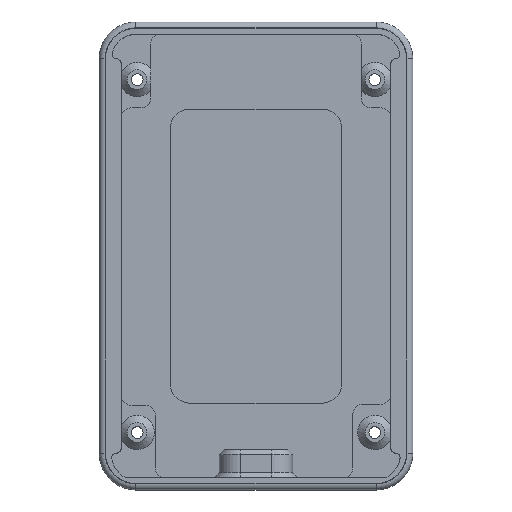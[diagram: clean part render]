
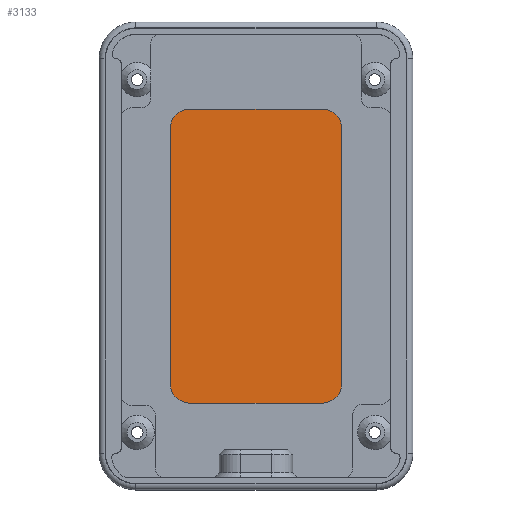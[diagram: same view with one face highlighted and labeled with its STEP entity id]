
A CAD part, top view. The second image highlights one B-rep face of the part: STEP entity #3133.
In plain terms, the highlighted planar face has unit normal (0, 0, 1).
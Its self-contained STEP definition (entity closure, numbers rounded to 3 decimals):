
#211=CIRCLE('',#3430,4.);
#212=CIRCLE('',#3433,4.);
#213=CIRCLE('',#3436,4.);
#214=CIRCLE('',#3439,4.);
#389=FACE_OUTER_BOUND('',#581,.T.);
#581=EDGE_LOOP('',(#2500,#2501,#2502,#2503,#2504,#2505,#2506,#2507));
#853=LINE('',#5152,#1147);
#857=LINE('',#5161,#1151);
#860=LINE('',#5169,#1154);
#863=LINE('',#5177,#1157);
#1147=VECTOR('',#4132,10.);
#1151=VECTOR('',#4142,10.);
#1154=VECTOR('',#4151,10.);
#1157=VECTOR('',#4160,10.);
#1470=VERTEX_POINT('',#5149);
#1471=VERTEX_POINT('',#5151);
#1472=VERTEX_POINT('',#5155);
#1473=VERTEX_POINT('',#5159);
#1474=VERTEX_POINT('',#5163);
#1475=VERTEX_POINT('',#5167);
#1476=VERTEX_POINT('',#5171);
#1477=VERTEX_POINT('',#5175);
#1840=EDGE_CURVE('',#1470,#1471,#853,.T.);
#1843=EDGE_CURVE('',#1472,#1470,#211,.T.);
#1845=EDGE_CURVE('',#1473,#1472,#857,.T.);
#1847=EDGE_CURVE('',#1474,#1473,#212,.T.);
#1849=EDGE_CURVE('',#1475,#1474,#860,.T.);
#1851=EDGE_CURVE('',#1476,#1475,#213,.T.);
#1853=EDGE_CURVE('',#1477,#1476,#863,.T.);
#1854=EDGE_CURVE('',#1471,#1477,#214,.T.);
#2500=ORIENTED_EDGE('',*,*,#1854,.F.);
#2501=ORIENTED_EDGE('',*,*,#1840,.F.);
#2502=ORIENTED_EDGE('',*,*,#1843,.F.);
#2503=ORIENTED_EDGE('',*,*,#1845,.F.);
#2504=ORIENTED_EDGE('',*,*,#1847,.F.);
#2505=ORIENTED_EDGE('',*,*,#1849,.F.);
#2506=ORIENTED_EDGE('',*,*,#1851,.F.);
#2507=ORIENTED_EDGE('',*,*,#1853,.F.);
#2999=PLANE('',#3440);
#3133=ADVANCED_FACE('',(#389),#2999,.T.);
#3430=AXIS2_PLACEMENT_3D('',#5157,#4137,#4138);
#3433=AXIS2_PLACEMENT_3D('',#5165,#4146,#4147);
#3436=AXIS2_PLACEMENT_3D('',#5173,#4155,#4156);
#3439=AXIS2_PLACEMENT_3D('',#5179,#4163,#4164);
#3440=AXIS2_PLACEMENT_3D('',#5180,#4165,#4166);
#4132=DIRECTION('',(-1.,0.,0.));
#4137=DIRECTION('center_axis',(0.,0.,-1.));
#4138=DIRECTION('ref_axis',(0.,-1.,0.));
#4142=DIRECTION('',(0.,-1.,0.));
#4146=DIRECTION('center_axis',(0.,0.,-1.));
#4147=DIRECTION('ref_axis',(1.,0.,0.));
#4151=DIRECTION('',(1.,0.,0.));
#4155=DIRECTION('center_axis',(0.,0.,-1.));
#4156=DIRECTION('ref_axis',(0.,1.,0.));
#4160=DIRECTION('',(0.,1.,0.));
#4163=DIRECTION('center_axis',(0.,0.,-1.));
#4164=DIRECTION('ref_axis',(-1.,0.,0.));
#4165=DIRECTION('center_axis',(0.,0.,1.));
#4166=DIRECTION('ref_axis',(-1.,0.,0.));
#5149=CARTESIAN_POINT('',(13.5,-30.,-18.1));
#5151=CARTESIAN_POINT('',(-13.5,-30.,-18.1));
#5152=CARTESIAN_POINT('',(13.5,-30.,-18.1));
#5155=CARTESIAN_POINT('',(17.5,-26.,-18.1));
#5157=CARTESIAN_POINT('Origin',(13.5,-26.,-18.1));
#5159=CARTESIAN_POINT('',(17.5,26.,-18.1));
#5161=CARTESIAN_POINT('',(17.5,26.,-18.1));
#5163=CARTESIAN_POINT('',(13.5,30.,-18.1));
#5165=CARTESIAN_POINT('Origin',(13.5,26.,-18.1));
#5167=CARTESIAN_POINT('',(-13.5,30.,-18.1));
#5169=CARTESIAN_POINT('',(-13.5,30.,-18.1));
#5171=CARTESIAN_POINT('',(-17.5,26.,-18.1));
#5173=CARTESIAN_POINT('Origin',(-13.5,26.,-18.1));
#5175=CARTESIAN_POINT('',(-17.5,-26.,-18.1));
#5177=CARTESIAN_POINT('',(-17.5,-26.,-18.1));
#5179=CARTESIAN_POINT('Origin',(-13.5,-26.,-18.1));
#5180=CARTESIAN_POINT('Origin',(0.,0.,-18.1));
